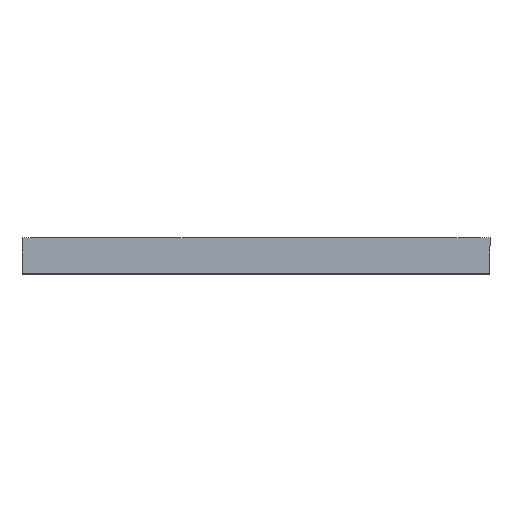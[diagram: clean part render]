
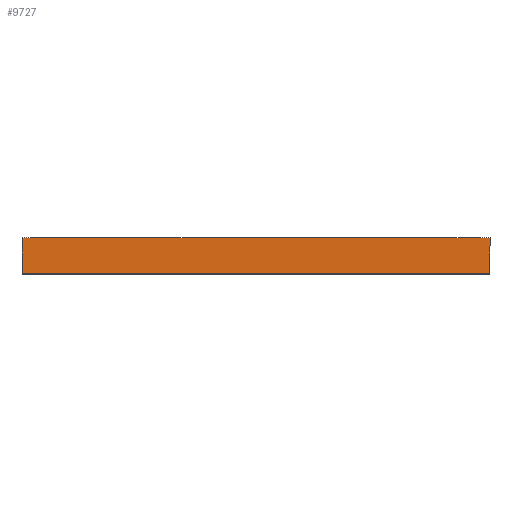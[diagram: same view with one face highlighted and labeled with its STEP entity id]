
A CAD part, top view. The second image highlights one B-rep face of the part: STEP entity #9727.
In plain terms, the highlighted planar face has unit normal (0, 0, 1).
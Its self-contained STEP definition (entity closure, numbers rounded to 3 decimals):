
#1289 = CARTESIAN_POINT ( 'NONE',  ( 0., 15., 0. ) ) ;
#1798 = ORIENTED_EDGE ( 'NONE', *, *, #16086, .F. ) ;
#3066 = DIRECTION ( 'NONE',  ( 0., -1., 0. ) ) ;
#4747 = EDGE_CURVE ( 'NONE', #15984, #24900, #5604, .T. ) ;
#5604 = LINE ( 'NONE', #11057, #23618 ) ;
#6201 = LINE ( 'NONE', #7681, #13724 ) ;
#7153 = DIRECTION ( 'NONE',  ( 0., 0., -1. ) ) ;
#7355 = DIRECTION ( 'NONE',  ( -1., 0., 0. ) ) ;
#7681 = CARTESIAN_POINT ( 'NONE',  ( 390., -15., 0. ) ) ;
#7757 = EDGE_LOOP ( 'NONE', ( #10581, #11565, #20019, #1798 ) ) ;
#8881 = AXIS2_PLACEMENT_3D ( 'NONE', #10818, #7153, #16667 ) ;
#8906 = CARTESIAN_POINT ( 'NONE',  ( 0., -5., 0. ) ) ;
#9240 = VECTOR ( 'NONE', #3066, 1000. ) ;
#9727 = ADVANCED_FACE ( 'NONE', ( #11381 ), #18485, .F. ) ;
#10581 = ORIENTED_EDGE ( 'NONE', *, *, #4747, .T. ) ;
#10818 = CARTESIAN_POINT ( 'NONE',  ( 390., 15., 0. ) ) ;
#11057 = CARTESIAN_POINT ( 'NONE',  ( 390., 15., 0. ) ) ;
#11381 = FACE_OUTER_BOUND ( 'NONE', #7757, .T. ) ;
#11565 = ORIENTED_EDGE ( 'NONE', *, *, #15004, .F. ) ;
#13601 = CARTESIAN_POINT ( 'NONE',  ( 390., -15., 0. ) ) ;
#13724 = VECTOR ( 'NONE', #7355, 1000. ) ;
#14568 = CARTESIAN_POINT ( 'NONE',  ( 0., -15., 0. ) ) ;
#15004 = EDGE_CURVE ( 'NONE', #17997, #24900, #15229, .T. ) ;
#15229 = B_SPLINE_CURVE_WITH_KNOTS ( 'NONE', 3,
 ( #14568, #8906, #20345, #1289 ),
 .UNSPECIFIED., .F., .F.,
 ( 4, 4 ),
 ( 0., 1. ),
 .UNSPECIFIED. ) ;
#15984 = VERTEX_POINT ( 'NONE', #21788 ) ;
#16086 = EDGE_CURVE ( 'NONE', #15984, #20697, #24564, .T. ) ;
#16667 = DIRECTION ( 'NONE',  ( 0., 1., 0. ) ) ;
#17619 = EDGE_CURVE ( 'NONE', #20697, #17997, #6201, .T. ) ;
#17997 = VERTEX_POINT ( 'NONE', #22442 ) ;
#18485 = PLANE ( 'NONE',  #8881 ) ;
#18673 = CARTESIAN_POINT ( 'NONE',  ( 0., 15., 0. ) ) ;
#20019 = ORIENTED_EDGE ( 'NONE', *, *, #17619, .F. ) ;
#20315 = DIRECTION ( 'NONE',  ( -1., 0., 0. ) ) ;
#20345 = CARTESIAN_POINT ( 'NONE',  ( 0., 5., 0. ) ) ;
#20697 = VERTEX_POINT ( 'NONE', #13601 ) ;
#21788 = CARTESIAN_POINT ( 'NONE',  ( 390., 15., 0. ) ) ;
#22273 = CARTESIAN_POINT ( 'NONE',  ( 390., 15., 0. ) ) ;
#22442 = CARTESIAN_POINT ( 'NONE',  ( 0., -15., 0. ) ) ;
#23618 = VECTOR ( 'NONE', #20315, 1000. ) ;
#24564 = LINE ( 'NONE', #22273, #9240 ) ;
#24900 = VERTEX_POINT ( 'NONE', #18673 ) ;
